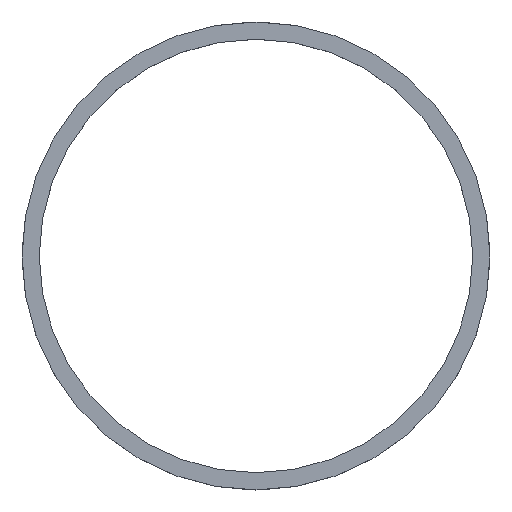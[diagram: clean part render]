
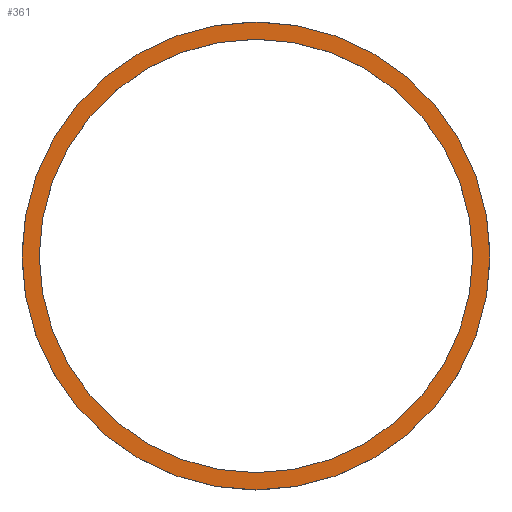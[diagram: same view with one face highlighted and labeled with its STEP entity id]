
A CAD part, top view. The second image highlights one B-rep face of the part: STEP entity #361.
In plain terms, the highlighted planar face has unit normal (0, 0, 1).
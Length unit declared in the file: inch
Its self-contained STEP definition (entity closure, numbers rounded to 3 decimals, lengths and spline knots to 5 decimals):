
#8 = AXIS2_PLACEMENT_3D ( 'NONE', #619, #118, #681 ) ;
#28 = ORIENTED_EDGE ( 'NONE', *, *, #445, .T. ) ;
#36 = DIRECTION ( 'NONE',  ( 1., 0., 0. ) ) ;
#53 = AXIS2_PLACEMENT_3D ( 'NONE', #666, #616, #227 ) ;
#104 = EDGE_CURVE ( 'NONE', #420, #329, #132, .T. ) ;
#117 = ORIENTED_EDGE ( 'NONE', *, *, #312, .F. ) ;
#118 = DIRECTION ( 'NONE',  ( 0., 0., 1. ) ) ;
#132 = CIRCLE ( 'NONE', #8, 1.696 ) ;
#134 = AXIS2_PLACEMENT_3D ( 'NONE', #328, #383, #36 ) ;
#141 = AXIS2_PLACEMENT_3D ( 'NONE', #641, #486, #529 ) ;
#150 = DIRECTION ( 'NONE',  ( 0., 0., 1. ) ) ;
#157 = ORIENTED_EDGE ( 'NONE', *, *, #104, .T. ) ;
#194 = VERTEX_POINT ( 'NONE', #265 ) ;
#209 = CARTESIAN_POINT ( 'NONE',  ( 0., 0., 0.125 ) ) ;
#212 = DIRECTION ( 'NONE',  ( 1., 0., 0. ) ) ;
#215 = ORIENTED_EDGE ( 'NONE', *, *, #631, .F. ) ;
#222 = FACE_OUTER_BOUND ( 'NONE', #621, .T. ) ;
#227 = DIRECTION ( 'NONE',  ( 1., 0., 0. ) ) ;
#265 = CARTESIAN_POINT ( 'NONE',  ( 1.571, 0., 0.125 ) ) ;
#312 = EDGE_CURVE ( 'NONE', #194, #370, #580, .T. ) ;
#328 = CARTESIAN_POINT ( 'NONE',  ( 0., 0., 0.125 ) ) ;
#329 = VERTEX_POINT ( 'NONE', #398 ) ;
#361 = ADVANCED_FACE ( 'NONE', ( #222, #672 ), #442, .T. ) ;
#370 = VERTEX_POINT ( 'NONE', #414 ) ;
#383 = DIRECTION ( 'NONE',  ( 0., 0., 1. ) ) ;
#398 = CARTESIAN_POINT ( 'NONE',  ( 1.696, 0., 0.125 ) ) ;
#414 = CARTESIAN_POINT ( 'NONE',  ( -1.571, 0., 0.125 ) ) ;
#420 = VERTEX_POINT ( 'NONE', #422 ) ;
#422 = CARTESIAN_POINT ( 'NONE',  ( -1.696, 0., 0.125 ) ) ;
#442 = PLANE ( 'NONE',  #53 ) ;
#445 = EDGE_CURVE ( 'NONE', #329, #420, #517, .T. ) ;
#486 = DIRECTION ( 'NONE',  ( 0., 0., 1. ) ) ;
#517 = CIRCLE ( 'NONE', #141, 1.696 ) ;
#529 = DIRECTION ( 'NONE',  ( 1., 0., 0. ) ) ;
#534 = AXIS2_PLACEMENT_3D ( 'NONE', #209, #150, #212 ) ;
#580 = CIRCLE ( 'NONE', #534, 1.571 ) ;
#596 = EDGE_LOOP ( 'NONE', ( #215, #117 ) ) ;
#616 = DIRECTION ( 'NONE',  ( 0., 0., 1. ) ) ;
#619 = CARTESIAN_POINT ( 'NONE',  ( 0., 0., 0.125 ) ) ;
#621 = EDGE_LOOP ( 'NONE', ( #157, #28 ) ) ;
#631 = EDGE_CURVE ( 'NONE', #370, #194, #637, .T. ) ;
#637 = CIRCLE ( 'NONE', #134, 1.571 ) ;
#641 = CARTESIAN_POINT ( 'NONE',  ( 0., 0., 0.125 ) ) ;
#666 = CARTESIAN_POINT ( 'NONE',  ( 0., 0., 0.125 ) ) ;
#672 = FACE_BOUND ( 'NONE', #596, .T. ) ;
#681 = DIRECTION ( 'NONE',  ( 1., 0., 0. ) ) ;
